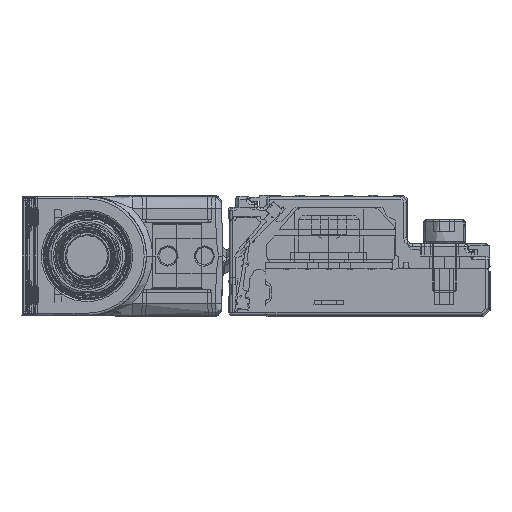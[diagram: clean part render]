
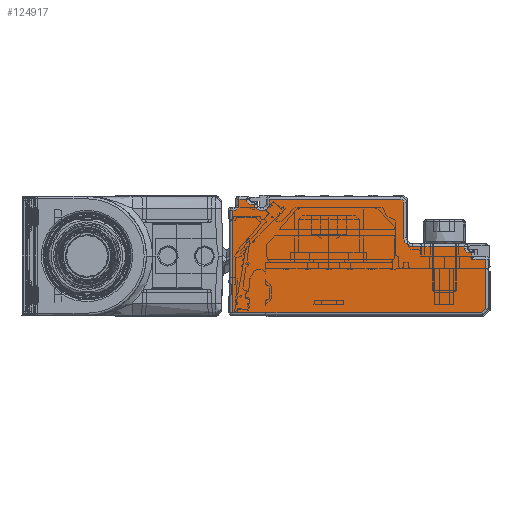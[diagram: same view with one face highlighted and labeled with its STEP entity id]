
A CAD part, left-side view. The second image highlights one B-rep face of the part: STEP entity #124917.
In plain terms, the highlighted planar face has unit normal (-1, 0, 0).
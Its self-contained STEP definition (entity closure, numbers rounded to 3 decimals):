
#124635=AXIS2_PLACEMENT_3D('Circle Axis2P3D',#124633,#124634,$) ;
#124774=AXIS2_PLACEMENT_3D('Plane Axis2P3D',#124771,#124772,#124773) ;
#124797=AXIS2_PLACEMENT_3D('Circle Axis2P3D',#124795,#124796,$) ;
#124811=AXIS2_PLACEMENT_3D('Circle Axis2P3D',#124809,#124810,$) ;
#124832=AXIS2_PLACEMENT_3D('Circle Axis2P3D',#124830,#124831,$) ;
#124846=AXIS2_PLACEMENT_3D('Circle Axis2P3D',#124844,#124845,$) ;
#124860=AXIS2_PLACEMENT_3D('Circle Axis2P3D',#124858,#124859,$) ;
#124881=AXIS2_PLACEMENT_3D('Circle Axis2P3D',#124879,#124880,$) ;
#120131=CARTESIAN_POINT('Vertex',(-3778.,42.3,-7.3)) ;
#120134=CARTESIAN_POINT('Line Origine',(-3778.,42.3,2.)) ;
#120138=CARTESIAN_POINT('Vertex',(-3778.,42.3,9.5)) ;
#120462=CARTESIAN_POINT('Vertex',(-3778.,1.407,-7.3)) ;
#120465=CARTESIAN_POINT('Line Origine',(-3778.,23.168,-7.3)) ;
#120502=CARTESIAN_POINT('Vertex',(-3778.,0.7,-6.593)) ;
#120505=CARTESIAN_POINT('Line Origine',(-3778.,-1.246,-4.646)) ;
#120542=CARTESIAN_POINT('Vertex',(-3778.,0.7,1.5)) ;
#120545=CARTESIAN_POINT('Line Origine',(-3778.,0.7,2.)) ;
#124550=CARTESIAN_POINT('Vertex',(-3778.,3.,2.5)) ;
#124606=CARTESIAN_POINT('Vertex',(-3778.,3.4,2.5)) ;
#124609=CARTESIAN_POINT('Line Origine',(-3778.,21.5,2.5)) ;
#124630=CARTESIAN_POINT('Vertex',(-3778.,4.2,3.3)) ;
#124633=CARTESIAN_POINT('Axis2P3D Location',(-3778.,3.4,3.3)) ;
#124756=CARTESIAN_POINT('Vertex',(-3778.,3.,1.5)) ;
#124759=CARTESIAN_POINT('Line Origine',(-3778.,21.5,1.5)) ;
#124771=CARTESIAN_POINT('Axis2P3D Location',(-3778.,0.2,-7.8)) ;
#124776=CARTESIAN_POINT('Line Origine',(-3778.,3.,2.)) ;
#124781=CARTESIAN_POINT('Line Origine',(-3778.,4.2,3.4)) ;
#124785=CARTESIAN_POINT('Vertex',(-3778.,4.2,3.5)) ;
#124788=CARTESIAN_POINT('Line Origine',(-3778.,8.45,3.5)) ;
#124792=CARTESIAN_POINT('Vertex',(-3778.,12.7,3.5)) ;
#124795=CARTESIAN_POINT('Axis2P3D Location',(-3778.,12.7,5.)) ;
#124799=CARTESIAN_POINT('Vertex',(-3778.,14.2,5.)) ;
#124802=CARTESIAN_POINT('Line Origine',(-3778.,14.2,7.9)) ;
#124806=CARTESIAN_POINT('Vertex',(-3778.,14.2,10.8)) ;
#124809=CARTESIAN_POINT('Axis2P3D Location',(-3778.,14.7,10.8)) ;
#124813=CARTESIAN_POINT('Vertex',(-3778.,14.7,11.3)) ;
#124816=CARTESIAN_POINT('Line Origine',(-3778.,25.5,11.3)) ;
#124820=CARTESIAN_POINT('Vertex',(-3778.,36.3,11.3)) ;
#124823=CARTESIAN_POINT('Line Origine',(-3778.,36.3,10.9)) ;
#124827=CARTESIAN_POINT('Vertex',(-3778.,36.3,10.5)) ;
#124830=CARTESIAN_POINT('Axis2P3D Location',(-3778.,37.3,10.5)) ;
#124834=CARTESIAN_POINT('Vertex',(-3778.,37.3,9.5)) ;
#124837=CARTESIAN_POINT('Line Origine',(-3778.,37.55,9.5)) ;
#124841=CARTESIAN_POINT('Vertex',(-3778.,37.8,9.5)) ;
#124844=CARTESIAN_POINT('Axis2P3D Location',(-3778.,37.8,10.5)) ;
#124848=CARTESIAN_POINT('Vertex',(-3778.,38.8,10.5)) ;
#124851=CARTESIAN_POINT('Line Origine',(-3778.,39.05,10.5)) ;
#124855=CARTESIAN_POINT('Vertex',(-3778.,39.3,10.5)) ;
#124858=CARTESIAN_POINT('Axis2P3D Location',(-3778.,39.3,11.3)) ;
#124862=CARTESIAN_POINT('Vertex',(-3778.,40.1,11.3)) ;
#124865=CARTESIAN_POINT('Line Origine',(-3778.,40.7,11.3)) ;
#124869=CARTESIAN_POINT('Vertex',(-3778.,41.3,11.3)) ;
#124872=CARTESIAN_POINT('Line Origine',(-3778.,41.3,10.8)) ;
#124876=CARTESIAN_POINT('Vertex',(-3778.,41.3,10.3)) ;
#124879=CARTESIAN_POINT('Axis2P3D Location',(-3778.,42.1,10.3)) ;
#124883=CARTESIAN_POINT('Vertex',(-3778.,42.1,9.5)) ;
#124886=CARTESIAN_POINT('Line Origine',(-3778.,42.2,9.5)) ;
#120135=DIRECTION('Vector Direction',(0.,0.,1.)) ;
#120466=DIRECTION('Vector Direction',(0.,1.,0.)) ;
#120506=DIRECTION('Vector Direction',(0.,0.707,-0.707)) ;
#120546=DIRECTION('Vector Direction',(0.,0.,-1.)) ;
#124610=DIRECTION('Vector Direction',(0.,-1.,0.)) ;
#124634=DIRECTION('Axis2P3D Direction',(1.,0.,0.)) ;
#124760=DIRECTION('Vector Direction',(0.,-1.,0.)) ;
#124772=DIRECTION('Axis2P3D Direction',(-1.,0.,0.)) ;
#124773=DIRECTION('Axis2P3D XDirection',(0.,0.,1.)) ;
#124777=DIRECTION('Vector Direction',(0.,0.,1.)) ;
#124782=DIRECTION('Vector Direction',(0.,0.,-1.)) ;
#124789=DIRECTION('Vector Direction',(0.,1.,0.)) ;
#124796=DIRECTION('Axis2P3D Direction',(-1.,0.,0.)) ;
#124803=DIRECTION('Vector Direction',(0.,0.,1.)) ;
#124810=DIRECTION('Axis2P3D Direction',(-1.,0.,0.)) ;
#124817=DIRECTION('Vector Direction',(0.,1.,0.)) ;
#124824=DIRECTION('Vector Direction',(0.,0.,-1.)) ;
#124831=DIRECTION('Axis2P3D Direction',(-1.,0.,0.)) ;
#124838=DIRECTION('Vector Direction',(0.,1.,0.)) ;
#124845=DIRECTION('Axis2P3D Direction',(-1.,0.,0.)) ;
#124852=DIRECTION('Vector Direction',(0.,-1.,0.)) ;
#124859=DIRECTION('Axis2P3D Direction',(-1.,0.,0.)) ;
#124866=DIRECTION('Vector Direction',(0.,1.,0.)) ;
#124873=DIRECTION('Vector Direction',(0.,0.,-1.)) ;
#124880=DIRECTION('Axis2P3D Direction',(-1.,0.,0.)) ;
#124887=DIRECTION('Vector Direction',(0.,1.,0.)) ;
#120136=VECTOR('Line Direction',#120135,1.) ;
#120467=VECTOR('Line Direction',#120466,1.) ;
#120507=VECTOR('Line Direction',#120506,1.) ;
#120547=VECTOR('Line Direction',#120546,1.) ;
#124611=VECTOR('Line Direction',#124610,1.) ;
#124761=VECTOR('Line Direction',#124760,1.) ;
#124778=VECTOR('Line Direction',#124777,1.) ;
#124783=VECTOR('Line Direction',#124782,1.) ;
#124790=VECTOR('Line Direction',#124789,1.) ;
#124804=VECTOR('Line Direction',#124803,1.) ;
#124818=VECTOR('Line Direction',#124817,1.) ;
#124825=VECTOR('Line Direction',#124824,1.) ;
#124839=VECTOR('Line Direction',#124838,1.) ;
#124853=VECTOR('Line Direction',#124852,1.) ;
#124867=VECTOR('Line Direction',#124866,1.) ;
#124874=VECTOR('Line Direction',#124873,1.) ;
#124888=VECTOR('Line Direction',#124887,1.) ;
#124892=ORIENTED_EDGE('',*,*,#124780,.T.) ;
#124893=ORIENTED_EDGE('',*,*,#124613,.T.) ;
#124894=ORIENTED_EDGE('',*,*,#124637,.T.) ;
#124895=ORIENTED_EDGE('',*,*,#124787,.T.) ;
#124896=ORIENTED_EDGE('',*,*,#124794,.T.) ;
#124897=ORIENTED_EDGE('',*,*,#124801,.T.) ;
#124898=ORIENTED_EDGE('',*,*,#124808,.T.) ;
#124899=ORIENTED_EDGE('',*,*,#124815,.T.) ;
#124900=ORIENTED_EDGE('',*,*,#124822,.T.) ;
#124901=ORIENTED_EDGE('',*,*,#124829,.T.) ;
#124902=ORIENTED_EDGE('',*,*,#124836,.T.) ;
#124903=ORIENTED_EDGE('',*,*,#124843,.T.) ;
#124904=ORIENTED_EDGE('',*,*,#124850,.T.) ;
#124905=ORIENTED_EDGE('',*,*,#124857,.T.) ;
#124906=ORIENTED_EDGE('',*,*,#124864,.T.) ;
#124907=ORIENTED_EDGE('',*,*,#124871,.T.) ;
#124908=ORIENTED_EDGE('',*,*,#124878,.T.) ;
#124909=ORIENTED_EDGE('',*,*,#124885,.T.) ;
#124910=ORIENTED_EDGE('',*,*,#124890,.T.) ;
#124911=ORIENTED_EDGE('',*,*,#120140,.T.) ;
#124912=ORIENTED_EDGE('',*,*,#120469,.T.) ;
#124913=ORIENTED_EDGE('',*,*,#120509,.T.) ;
#124914=ORIENTED_EDGE('',*,*,#120549,.T.) ;
#124915=ORIENTED_EDGE('',*,*,#124763,.T.) ;
#124917=ADVANCED_FACE('\X2\FF8AFF9FFF70FF82\X0\ \X2\FF8EFF9EFF83FF9EFF68FF70\X0\',(#124916),#124775,.T.) ;
#124636=CIRCLE('generated circle',#124635,0.8) ;
#124798=CIRCLE('generated circle',#124797,1.5) ;
#124812=CIRCLE('generated circle',#124811,0.5) ;
#124833=CIRCLE('generated circle',#124832,1.) ;
#124847=CIRCLE('generated circle',#124846,1.) ;
#124861=CIRCLE('generated circle',#124860,0.8) ;
#124882=CIRCLE('generated circle',#124881,0.8) ;
#120140=EDGE_CURVE('',#120139,#120132,#120137,.F.) ;
#120469=EDGE_CURVE('',#120132,#120463,#120468,.F.) ;
#120509=EDGE_CURVE('',#120463,#120503,#120508,.F.) ;
#120549=EDGE_CURVE('',#120503,#120543,#120548,.F.) ;
#124613=EDGE_CURVE('',#124551,#124607,#124612,.F.) ;
#124637=EDGE_CURVE('',#124607,#124631,#124636,.T.) ;
#124763=EDGE_CURVE('',#120543,#124757,#124762,.F.) ;
#124780=EDGE_CURVE('',#124757,#124551,#124779,.T.) ;
#124787=EDGE_CURVE('',#124631,#124786,#124784,.F.) ;
#124794=EDGE_CURVE('',#124786,#124793,#124791,.T.) ;
#124801=EDGE_CURVE('',#124793,#124800,#124798,.F.) ;
#124808=EDGE_CURVE('',#124800,#124807,#124805,.T.) ;
#124815=EDGE_CURVE('',#124807,#124814,#124812,.T.) ;
#124822=EDGE_CURVE('',#124814,#124821,#124819,.T.) ;
#124829=EDGE_CURVE('',#124821,#124828,#124826,.T.) ;
#124836=EDGE_CURVE('',#124828,#124835,#124833,.F.) ;
#124843=EDGE_CURVE('',#124835,#124842,#124840,.T.) ;
#124850=EDGE_CURVE('',#124842,#124849,#124847,.F.) ;
#124857=EDGE_CURVE('',#124849,#124856,#124854,.F.) ;
#124864=EDGE_CURVE('',#124856,#124863,#124861,.F.) ;
#124871=EDGE_CURVE('',#124863,#124870,#124868,.T.) ;
#124878=EDGE_CURVE('',#124870,#124877,#124875,.T.) ;
#124885=EDGE_CURVE('',#124877,#124884,#124882,.F.) ;
#124890=EDGE_CURVE('',#124884,#120139,#124889,.T.) ;
#124891=EDGE_LOOP('',(#124892,#124893,#124894,#124895,#124896,#124897,#124898,#124899,#124900,#124901,#124902,#124903,#124904,#124905,#124906,#124907,#124908,#124909,#124910,#124911,#124912,#124913,#124914,#124915)) ;
#124916=FACE_OUTER_BOUND('',#124891,.T.) ;
#120137=LINE('Line',#120134,#120136) ;
#120468=LINE('Line',#120465,#120467) ;
#120508=LINE('Line',#120505,#120507) ;
#120548=LINE('Line',#120545,#120547) ;
#124612=LINE('Line',#124609,#124611) ;
#124762=LINE('Line',#124759,#124761) ;
#124779=LINE('Line',#124776,#124778) ;
#124784=LINE('Line',#124781,#124783) ;
#124791=LINE('Line',#124788,#124790) ;
#124805=LINE('Line',#124802,#124804) ;
#124819=LINE('Line',#124816,#124818) ;
#124826=LINE('Line',#124823,#124825) ;
#124840=LINE('Line',#124837,#124839) ;
#124854=LINE('Line',#124851,#124853) ;
#124868=LINE('Line',#124865,#124867) ;
#124875=LINE('Line',#124872,#124874) ;
#124889=LINE('Line',#124886,#124888) ;
#124775=PLANE('',#124774) ;
#120132=VERTEX_POINT('',#120131) ;
#120139=VERTEX_POINT('',#120138) ;
#120463=VERTEX_POINT('',#120462) ;
#120503=VERTEX_POINT('',#120502) ;
#120543=VERTEX_POINT('',#120542) ;
#124551=VERTEX_POINT('',#124550) ;
#124607=VERTEX_POINT('',#124606) ;
#124631=VERTEX_POINT('',#124630) ;
#124757=VERTEX_POINT('',#124756) ;
#124786=VERTEX_POINT('',#124785) ;
#124793=VERTEX_POINT('',#124792) ;
#124800=VERTEX_POINT('',#124799) ;
#124807=VERTEX_POINT('',#124806) ;
#124814=VERTEX_POINT('',#124813) ;
#124821=VERTEX_POINT('',#124820) ;
#124828=VERTEX_POINT('',#124827) ;
#124835=VERTEX_POINT('',#124834) ;
#124842=VERTEX_POINT('',#124841) ;
#124849=VERTEX_POINT('',#124848) ;
#124856=VERTEX_POINT('',#124855) ;
#124863=VERTEX_POINT('',#124862) ;
#124870=VERTEX_POINT('',#124869) ;
#124877=VERTEX_POINT('',#124876) ;
#124884=VERTEX_POINT('',#124883) ;
